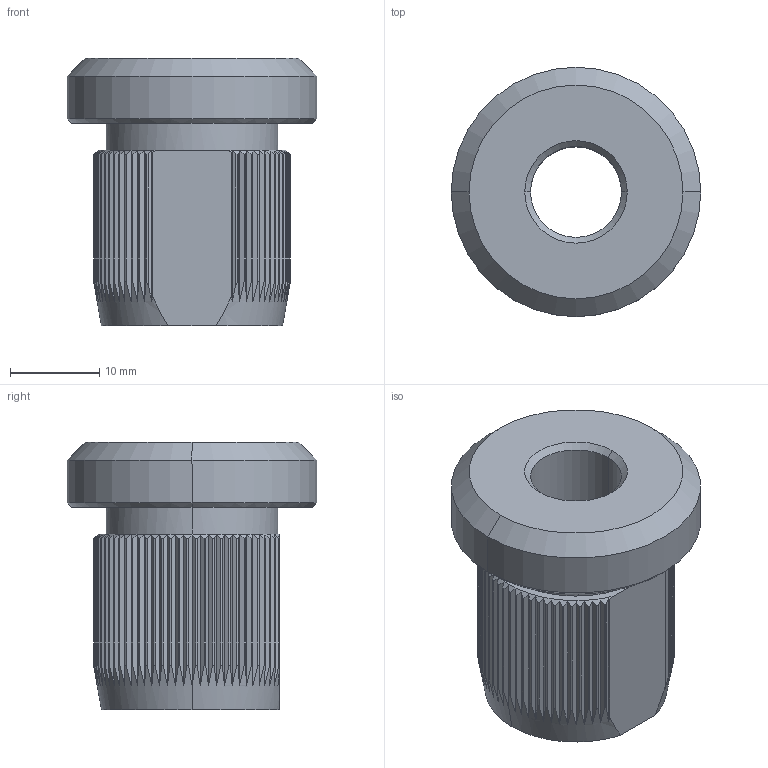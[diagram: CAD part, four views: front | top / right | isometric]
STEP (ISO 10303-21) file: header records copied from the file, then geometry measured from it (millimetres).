
FILE_DESCRIPTION (( 'STEP AP203' ), '1' );
FILE_NAME ('f-190-b-2.STEP', '2023-10-30T02:01:05', ( 'PC' ), ( 'Microsoft' ), 'SwSTEP 2.0', 'SolidWorks 2016', '' );
FILE_SCHEMA (( 'CONFIG_CONTROL_DESIGN' ));
Length unit declared in the file: millimetre
Products named in the file (1): f-190-b-2
Bounding box: 28 x 28 x 30 mm (x, y, z)
Volume: 9833.1 mm3; surface area: 4450.5 mm2
Topology: 1 solids, 1 shells, 216 faces, 631 edges, 419 vertices
Faces by surface type: plane 133, cylinder 68, cone 15
Entity records: 7771 total; most frequent: CARTESIAN_POINT 2390, ORIENTED_EDGE 1262, DIRECTION 920, EDGE_CURVE 631, VERTEX_POINT 419, AXIS2_PLACEMENT_3D 355, B_SPLINE_CURVE_WITH_KNOTS 283, EDGE_LOOP 220
